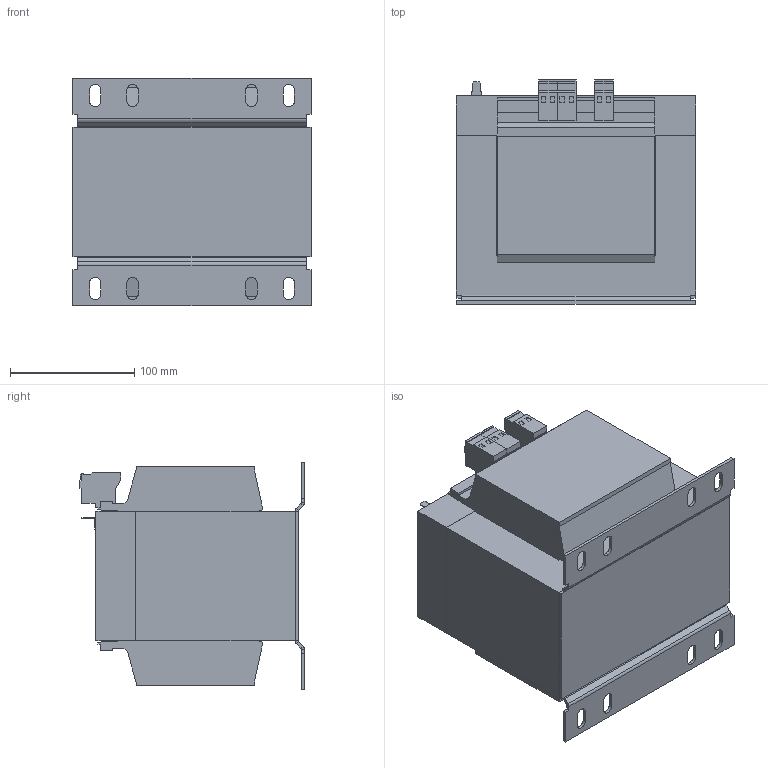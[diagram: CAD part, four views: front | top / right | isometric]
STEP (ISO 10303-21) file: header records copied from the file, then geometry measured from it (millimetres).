
FILE_DESCRIPTION (( 'STEP AP214' ), '1' );
FILE_NAME ('227410.STEP', '2020-07-06T08:52:38', ( '' ), ( '' ), 'SwSTEP 2.0', 'SolidWorks 2018', '' );
FILE_SCHEMA (( 'AUTOMOTIVE_DESIGN' ));
Length unit declared in the file: millimetre
Products named in the file (1): 227410
Bounding box: 192 x 180.3 x 183 mm (x, y, z)
Volume: 4261861.4 mm3; surface area: 302623.9 mm2
Topology: 1 solids, 1 shells, 312 faces, 813 edges, 525 vertices
Faces by surface type: plane 268, cylinder 44
Entity records: 9443 total; most frequent: CARTESIAN_POINT 1651, ORIENTED_EDGE 1626, DIRECTION 1527, EDGE_CURVE 813, VECTOR 725, LINE 725, VERTEX_POINT 525, AXIS2_PLACEMENT_3D 401
